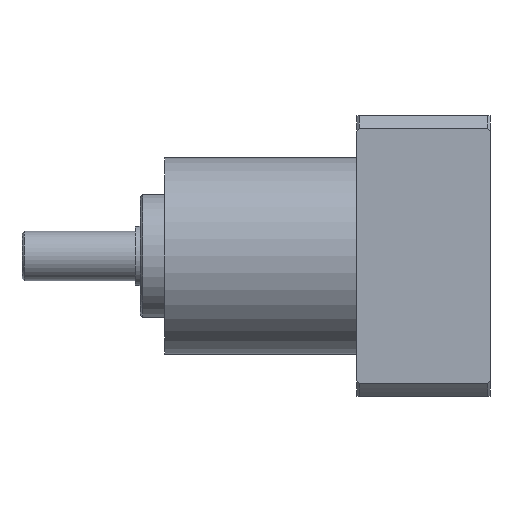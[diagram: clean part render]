
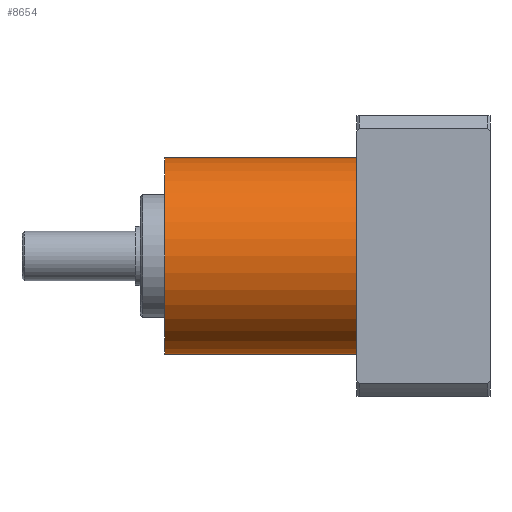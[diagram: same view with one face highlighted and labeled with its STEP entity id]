
A CAD part, front view. The second image highlights one B-rep face of the part: STEP entity #8654.
In plain terms, the highlighted cylindrical face has radius 20 mm (diameter 40 mm), a full revolution.
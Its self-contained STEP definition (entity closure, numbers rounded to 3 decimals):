
#3467 = PLANE('',#3468);
#3468 = AXIS2_PLACEMENT_3D('',#3469,#3470,#3471);
#3469 = CARTESIAN_POINT('',(68.,-28.25,0.));
#3470 = DIRECTION('',(-1.,0.,0.));
#3471 = DIRECTION('',(0.,0.,-1.));
#3999 = EDGE_CURVE('',#4000,#4000,#4002,.T.);
#4000 = VERTEX_POINT('',#4001);
#4001 = CARTESIAN_POINT('',(68.,20.,0.));
#4002 = SURFACE_CURVE('',#4003,(#4008,#4019),.PCURVE_S1.);
#4003 = CIRCLE('',#4004,20.);
#4004 = AXIS2_PLACEMENT_3D('',#4005,#4006,#4007);
#4005 = CARTESIAN_POINT('',(68.,0.,0.));
#4006 = DIRECTION('',(1.,0.,0.));
#4007 = DIRECTION('',(0.,1.,0.));
#4008 = PCURVE('',#3467,#4009);
#4009 = DEFINITIONAL_REPRESENTATION('',(#4010),#4018);
#4010 = ( BOUNDED_CURVE() B_SPLINE_CURVE(2,(#4011,#4012,#4013,#4014,
#4015,#4016,#4017),.UNSPECIFIED.,.F.,.F.) B_SPLINE_CURVE_WITH_KNOTS((1,2
    ,2,2,2,1),(-2.094,0.,2.094,4.189,
6.283,8.378),.UNSPECIFIED.) CURVE() 
GEOMETRIC_REPRESENTATION_ITEM() RATIONAL_B_SPLINE_CURVE((1.,0.5,1.,0.5,
1.,0.5,1.)) REPRESENTATION_ITEM('') );
#4011 = CARTESIAN_POINT('',(0.,-48.25));
#4012 = CARTESIAN_POINT('',(-34.641,-48.25));
#4013 = CARTESIAN_POINT('',(-17.321,-18.25));
#4014 = CARTESIAN_POINT('',(0.,11.75));
#4015 = CARTESIAN_POINT('',(17.321,-18.25));
#4016 = CARTESIAN_POINT('',(34.641,-48.25));
#4017 = CARTESIAN_POINT('',(0.,-48.25));
#4018 = ( GEOMETRIC_REPRESENTATION_CONTEXT(2) 
PARAMETRIC_REPRESENTATION_CONTEXT() REPRESENTATION_CONTEXT('2D SPACE',''
  ) );
#4019 = PCURVE('',#4020,#4025);
#4020 = CYLINDRICAL_SURFACE('',#4021,20.);
#4021 = AXIS2_PLACEMENT_3D('',#4022,#4023,#4024);
#4022 = CARTESIAN_POINT('',(48.5,0.,0.));
#4023 = DIRECTION('',(1.,0.,0.));
#4024 = DIRECTION('',(0.,1.,0.));
#4025 = DEFINITIONAL_REPRESENTATION('',(#4026),#4029);
#4026 = B_SPLINE_CURVE_WITH_KNOTS('',1,(#4027,#4028),.UNSPECIFIED.,.F.,
  .F.,(2,2),(0.,6.283),.PIECEWISE_BEZIER_KNOTS.);
#4027 = CARTESIAN_POINT('',(0.,19.5));
#4028 = CARTESIAN_POINT('',(6.283,19.5));
#4029 = ( GEOMETRIC_REPRESENTATION_CONTEXT(2) 
PARAMETRIC_REPRESENTATION_CONTEXT() REPRESENTATION_CONTEXT('2D SPACE',''
  ) );
#8654 = ADVANCED_FACE('',(#8655),#4020,.T.);
#8655 = FACE_BOUND('',#8656,.T.);
#8656 = EDGE_LOOP('',(#8657,#8658,#8680,#8710));
#8657 = ORIENTED_EDGE('',*,*,#3999,.F.);
#8658 = ORIENTED_EDGE('',*,*,#8659,.F.);
#8659 = EDGE_CURVE('',#8660,#4000,#8662,.T.);
#8660 = VERTEX_POINT('',#8661);
#8661 = CARTESIAN_POINT('',(29.,20.,0.));
#8662 = SEAM_CURVE('',#8663,(#8666,#8673),.PCURVE_S1.);
#8663 = B_SPLINE_CURVE_WITH_KNOTS('',1,(#8664,#8665),.UNSPECIFIED.,.F.,
  .F.,(2,2),(-19.5,19.5),.PIECEWISE_BEZIER_KNOTS.);
#8664 = CARTESIAN_POINT('',(29.,20.,0.));
#8665 = CARTESIAN_POINT('',(68.,20.,0.));
#8666 = PCURVE('',#4020,#8667);
#8667 = DEFINITIONAL_REPRESENTATION('',(#8668),#8672);
#8668 = LINE('',#8669,#8670);
#8669 = CARTESIAN_POINT('',(0.,0.));
#8670 = VECTOR('',#8671,1.);
#8671 = DIRECTION('',(0.,1.));
#8672 = ( GEOMETRIC_REPRESENTATION_CONTEXT(2) 
PARAMETRIC_REPRESENTATION_CONTEXT() REPRESENTATION_CONTEXT('2D SPACE',''
  ) );
#8673 = PCURVE('',#4020,#8674);
#8674 = DEFINITIONAL_REPRESENTATION('',(#8675),#8679);
#8675 = LINE('',#8676,#8677);
#8676 = CARTESIAN_POINT('',(6.283,0.));
#8677 = VECTOR('',#8678,1.);
#8678 = DIRECTION('',(0.,1.));
#8679 = ( GEOMETRIC_REPRESENTATION_CONTEXT(2) 
PARAMETRIC_REPRESENTATION_CONTEXT() REPRESENTATION_CONTEXT('2D SPACE',''
  ) );
#8680 = ORIENTED_EDGE('',*,*,#8681,.T.);
#8681 = EDGE_CURVE('',#8660,#8660,#8682,.T.);
#8682 = SURFACE_CURVE('',#8683,(#8688,#8694),.PCURVE_S1.);
#8683 = CIRCLE('',#8684,20.);
#8684 = AXIS2_PLACEMENT_3D('',#8685,#8686,#8687);
#8685 = CARTESIAN_POINT('',(29.,0.,0.));
#8686 = DIRECTION('',(1.,0.,0.));
#8687 = DIRECTION('',(0.,1.,0.));
#8688 = PCURVE('',#4020,#8689);
#8689 = DEFINITIONAL_REPRESENTATION('',(#8690),#8693);
#8690 = B_SPLINE_CURVE_WITH_KNOTS('',1,(#8691,#8692),.UNSPECIFIED.,.F.,
  .F.,(2,2),(0.,6.283),.PIECEWISE_BEZIER_KNOTS.);
#8691 = CARTESIAN_POINT('',(0.,-19.5));
#8692 = CARTESIAN_POINT('',(6.283,-19.5));
#8693 = ( GEOMETRIC_REPRESENTATION_CONTEXT(2) 
PARAMETRIC_REPRESENTATION_CONTEXT() REPRESENTATION_CONTEXT('2D SPACE',''
  ) );
#8694 = PCURVE('',#8695,#8700);
#8695 = PLANE('',#8696);
#8696 = AXIS2_PLACEMENT_3D('',#8697,#8698,#8699);
#8697 = CARTESIAN_POINT('',(29.,10.,0.));
#8698 = DIRECTION('',(-1.,0.,0.));
#8699 = DIRECTION('',(0.,0.,1.));
#8700 = DEFINITIONAL_REPRESENTATION('',(#8701),#8709);
#8701 = ( BOUNDED_CURVE() B_SPLINE_CURVE(2,(#8702,#8703,#8704,#8705,
#8706,#8707,#8708),.UNSPECIFIED.,.F.,.F.) B_SPLINE_CURVE_WITH_KNOTS((1,2
    ,2,2,2,1),(-2.094,0.,2.094,4.189,
6.283,8.378),.UNSPECIFIED.) CURVE() 
GEOMETRIC_REPRESENTATION_ITEM() RATIONAL_B_SPLINE_CURVE((1.,0.5,1.,0.5,
1.,0.5,1.)) REPRESENTATION_ITEM('') );
#8702 = CARTESIAN_POINT('',(0.,10.));
#8703 = CARTESIAN_POINT('',(34.641,10.));
#8704 = CARTESIAN_POINT('',(17.321,-20.));
#8705 = CARTESIAN_POINT('',(0.,-50.));
#8706 = CARTESIAN_POINT('',(-17.321,-20.));
#8707 = CARTESIAN_POINT('',(-34.641,10.));
#8708 = CARTESIAN_POINT('',(0.,10.));
#8709 = ( GEOMETRIC_REPRESENTATION_CONTEXT(2) 
PARAMETRIC_REPRESENTATION_CONTEXT() REPRESENTATION_CONTEXT('2D SPACE',''
  ) );
#8710 = ORIENTED_EDGE('',*,*,#8659,.T.);
